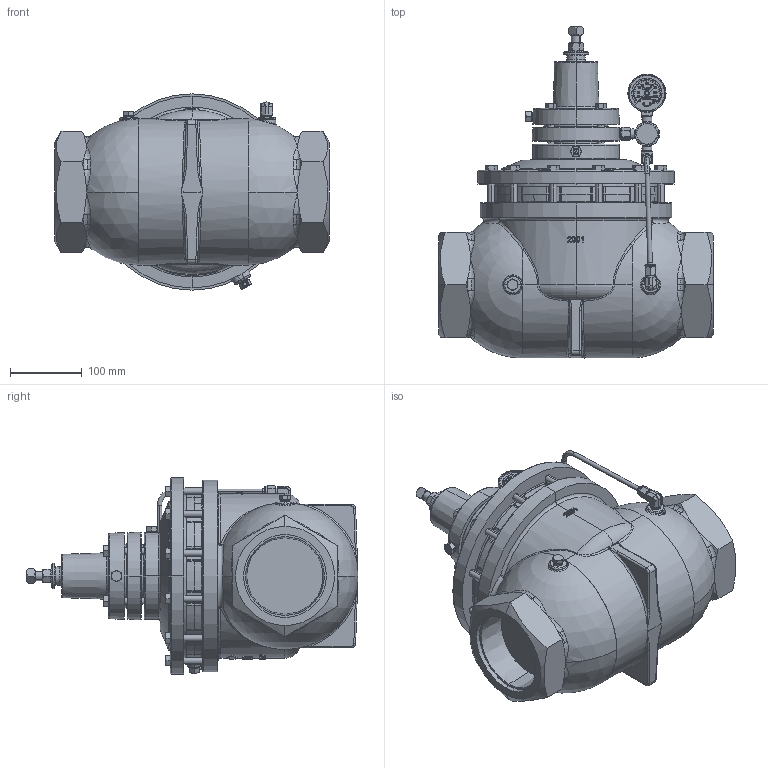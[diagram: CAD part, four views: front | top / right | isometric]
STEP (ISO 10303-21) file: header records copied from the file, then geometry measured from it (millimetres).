
FILE_DESCRIPTION (( 'STEP AP203' ), '1' );
FILE_NAME ('4 INCH 430 SGT BP-D (AAW).STEP', '2015-06-04T13:49:15', ( 'PCTech' ), ( 'Microsoft' ), 'SwSTEP 2.0', 'SolidWorks 2015', '' );
FILE_SCHEMA (( 'CONFIG_CONTROL_DESIGN' ));
Length unit declared in the file: inch
Products named in the file (1): 4 INCH 430 SGT BP-D (AAW)
Bounding box: 382.59 x 461.91 x 273.05 mm (x, y, z)
Volume: 15144450.9 mm3; surface area: 567633.8 mm2
Topology: 1 solids, 2 shells, 3801 faces, 9595 edges, 6006 vertices
Faces by surface type: plane 1644, bspline 1067, cylinder 511, cone 339, torus 142, sphere 98
Entity records: 159955 total; most frequent: CARTESIAN_POINT 77557, ORIENTED_EDGE 19024, DIRECTION 14111, EDGE_CURVE 9512, VERTEX_POINT 6004, AXIS2_PLACEMENT_3D 4897, LINE 4317, VECTOR 4317
